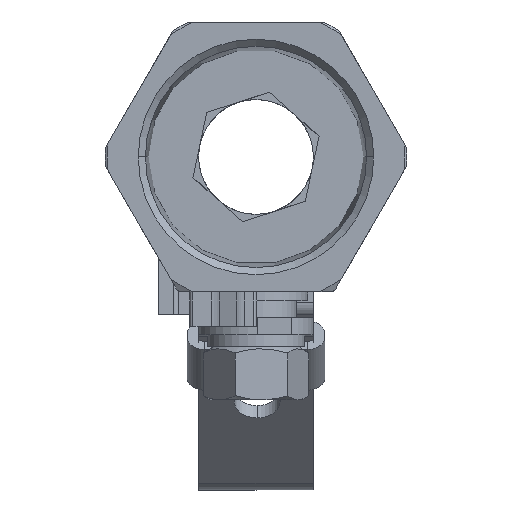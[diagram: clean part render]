
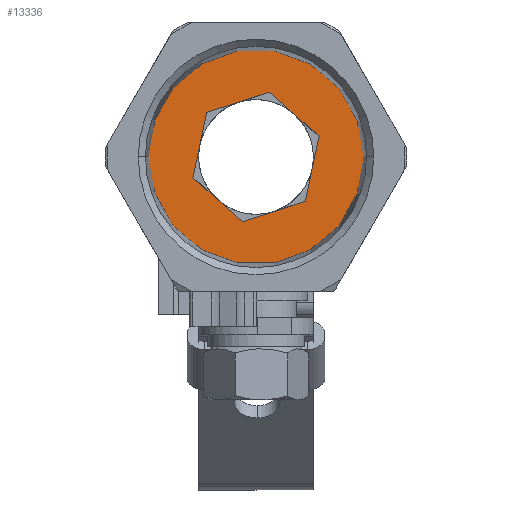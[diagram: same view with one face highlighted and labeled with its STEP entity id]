
A CAD part, front view. The second image highlights one B-rep face of the part: STEP entity #13336.
In plain terms, the highlighted face is planar.
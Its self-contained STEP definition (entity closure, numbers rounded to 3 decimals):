
#339 = DIRECTION ( 'NONE',  ( 1., 0., 0. ) ) ;
#386 = LINE ( 'NONE', #21870, #20747 ) ;
#523 = CIRCLE ( 'NONE', #19649, 20.25 ) ;
#1051 = DIRECTION ( 'NONE',  ( 0., 0., -1. ) ) ;
#1092 = CIRCLE ( 'NONE', #17632, 20.25 ) ;
#1469 = ORIENTED_EDGE ( 'NONE', *, *, #16614, .F. ) ;
#1500 = EDGE_CURVE ( 'NONE', #18137, #14937, #3580, .T. ) ;
#1987 = FACE_OUTER_BOUND ( 'NONE', #3607, .T. ) ;
#2713 = ORIENTED_EDGE ( 'NONE', *, *, #5364, .F. ) ;
#2714 = VECTOR ( 'NONE', #339, 1000. ) ;
#3190 = DIRECTION ( 'NONE',  ( -0.5, 0., 0.866 ) ) ;
#3237 = DIRECTION ( 'NONE',  ( 0., -1., 0. ) ) ;
#3354 = ORIENTED_EDGE ( 'NONE', *, *, #15560, .F. ) ;
#3580 = LINE ( 'NONE', #20526, #8166 ) ;
#3607 = EDGE_LOOP ( 'NONE', ( #2713, #6756 ) ) ;
#4395 = FACE_BOUND ( 'NONE', #14617, .T. ) ;
#4562 = CARTESIAN_POINT ( 'NONE',  ( 5.774, 5.5, 10. ) ) ;
#4829 = CARTESIAN_POINT ( 'NONE',  ( 5.774, 5.5, -10. ) ) ;
#4866 = LINE ( 'NONE', #14100, #2714 ) ;
#5364 = EDGE_CURVE ( 'NONE', #13641, #6726, #523, .T. ) ;
#5516 = CARTESIAN_POINT ( 'NONE',  ( 11.547, 5.5, 0. ) ) ;
#5907 = DIRECTION ( 'NONE',  ( 0., -1., 0. ) ) ;
#6404 = EDGE_CURVE ( 'NONE', #14937, #19107, #13685, .T. ) ;
#6597 = CARTESIAN_POINT ( 'NONE',  ( 11.547, 5.5, 0. ) ) ;
#6618 = ORIENTED_EDGE ( 'NONE', *, *, #12803, .F. ) ;
#6726 = VERTEX_POINT ( 'NONE', #21926 ) ;
#6756 = ORIENTED_EDGE ( 'NONE', *, *, #15756, .F. ) ;
#7035 = VECTOR ( 'NONE', #14111, 1000. ) ;
#7050 = DIRECTION ( 'NONE',  ( 0., -1., 0. ) ) ;
#7489 = CARTESIAN_POINT ( 'NONE',  ( 0., 5.5, 0. ) ) ;
#7632 = CARTESIAN_POINT ( 'NONE',  ( -11.547, 5.5, 0. ) ) ;
#7732 = VERTEX_POINT ( 'NONE', #14658 ) ;
#8166 = VECTOR ( 'NONE', #8730, 1000. ) ;
#8730 = DIRECTION ( 'NONE',  ( 0.5, 0., -0.866 ) ) ;
#9136 = CARTESIAN_POINT ( 'NONE',  ( 0., 5.5, -20.25 ) ) ;
#10234 = CARTESIAN_POINT ( 'NONE',  ( -20.5, 5.5, 0. ) ) ;
#11301 = CARTESIAN_POINT ( 'NONE',  ( 0., 5.5, 0. ) ) ;
#12688 = ORIENTED_EDGE ( 'NONE', *, *, #13768, .F. ) ;
#12803 = EDGE_CURVE ( 'NONE', #14063, #21199, #386, .T. ) ;
#13336 = ADVANCED_FACE ( 'NONE', ( #4395, #1987 ), #17283, .F. ) ;
#13641 = VERTEX_POINT ( 'NONE', #9136 ) ;
#13685 = LINE ( 'NONE', #5516, #7035 ) ;
#13768 = EDGE_CURVE ( 'NONE', #19107, #14063, #19636, .T. ) ;
#14063 = VERTEX_POINT ( 'NONE', #16125 ) ;
#14100 = CARTESIAN_POINT ( 'NONE',  ( -5.774, 5.5, 10. ) ) ;
#14111 = DIRECTION ( 'NONE',  ( -0.5, 0., -0.866 ) ) ;
#14156 = CARTESIAN_POINT ( 'NONE',  ( 5.774, 5.5, -10. ) ) ;
#14390 = ORIENTED_EDGE ( 'NONE', *, *, #1500, .F. ) ;
#14617 = EDGE_LOOP ( 'NONE', ( #16779, #14390, #3354, #1469, #6618, #12688 ) ) ;
#14658 = CARTESIAN_POINT ( 'NONE',  ( -5.774, 5.5, 10. ) ) ;
#14937 = VERTEX_POINT ( 'NONE', #6597 ) ;
#15065 = AXIS2_PLACEMENT_3D ( 'NONE', #10234, #7050, #20651 ) ;
#15556 = LINE ( 'NONE', #7632, #17692 ) ;
#15560 = EDGE_CURVE ( 'NONE', #7732, #18137, #4866, .T. ) ;
#15756 = EDGE_CURVE ( 'NONE', #6726, #13641, #1092, .T. ) ;
#16125 = CARTESIAN_POINT ( 'NONE',  ( -5.774, 5.5, -10. ) ) ;
#16614 = EDGE_CURVE ( 'NONE', #21199, #7732, #15556, .T. ) ;
#16741 = DIRECTION ( 'NONE',  ( -1., 0., 0. ) ) ;
#16779 = ORIENTED_EDGE ( 'NONE', *, *, #6404, .F. ) ;
#17283 = PLANE ( 'NONE',  #15065 ) ;
#17632 = AXIS2_PLACEMENT_3D ( 'NONE', #11301, #3237, #1051 ) ;
#17692 = VECTOR ( 'NONE', #19581, 1000. ) ;
#17779 = DIRECTION ( 'NONE',  ( 0., 0., -1. ) ) ;
#18137 = VERTEX_POINT ( 'NONE', #4562 ) ;
#18298 = VECTOR ( 'NONE', #16741, 1000. ) ;
#19107 = VERTEX_POINT ( 'NONE', #14156 ) ;
#19581 = DIRECTION ( 'NONE',  ( 0.5, 0., 0.866 ) ) ;
#19613 = CARTESIAN_POINT ( 'NONE',  ( -11.547, 5.5, 0. ) ) ;
#19636 = LINE ( 'NONE', #4829, #18298 ) ;
#19649 = AXIS2_PLACEMENT_3D ( 'NONE', #7489, #5907, #17779 ) ;
#20526 = CARTESIAN_POINT ( 'NONE',  ( 5.774, 5.5, 10. ) ) ;
#20651 = DIRECTION ( 'NONE',  ( 0., 0., -1. ) ) ;
#20747 = VECTOR ( 'NONE', #3190, 1000. ) ;
#21199 = VERTEX_POINT ( 'NONE', #19613 ) ;
#21870 = CARTESIAN_POINT ( 'NONE',  ( -5.774, 5.5, -10. ) ) ;
#21926 = CARTESIAN_POINT ( 'NONE',  ( 0., 5.5, 20.25 ) ) ;
